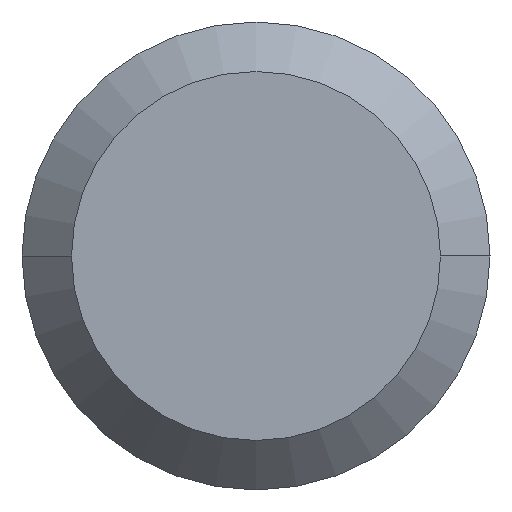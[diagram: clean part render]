
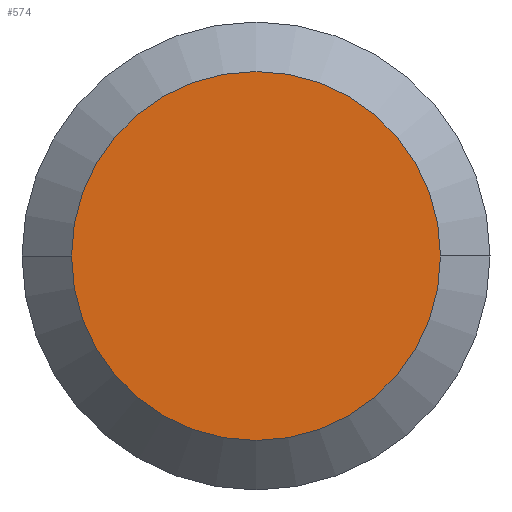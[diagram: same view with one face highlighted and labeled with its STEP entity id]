
A CAD part, left-side view. The second image highlights one B-rep face of the part: STEP entity #574.
In plain terms, the highlighted planar face has unit normal (-1, 0, 0).
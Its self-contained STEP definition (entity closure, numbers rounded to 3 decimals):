
#11 = ORIENTED_EDGE ( 'NONE', *, *, #75, .F. ) ;
#16 = CARTESIAN_POINT ( 'NONE',  ( 0., -2.365, 0. ) ) ;
#69 = DIRECTION ( 'NONE',  ( 1., 0., 0. ) ) ;
#75 = EDGE_CURVE ( 'NONE', #354, #534, #192, .T. ) ;
#101 = CIRCLE ( 'NONE', #289, 2.365 ) ;
#113 = ORIENTED_EDGE ( 'NONE', *, *, #373, .F. ) ;
#127 = DIRECTION ( 'NONE',  ( 0., 1., 0. ) ) ;
#192 = CIRCLE ( 'NONE', #326, 2.365 ) ;
#194 = DIRECTION ( 'NONE',  ( -1., 0., 0. ) ) ;
#201 = DIRECTION ( 'NONE',  ( 0., 1., 0. ) ) ;
#221 = DIRECTION ( 'NONE',  ( 1., 0., 0. ) ) ;
#242 = EDGE_LOOP ( 'NONE', ( #11, #113 ) ) ;
#249 = CARTESIAN_POINT ( 'NONE',  ( 0., 0., 0. ) ) ;
#289 = AXIS2_PLACEMENT_3D ( 'NONE', #401, #221, #127 ) ;
#326 = AXIS2_PLACEMENT_3D ( 'NONE', #249, #69, #201 ) ;
#354 = VERTEX_POINT ( 'NONE', #404 ) ;
#369 = DIRECTION ( 'NONE',  ( 0., -1., 0. ) ) ;
#372 = PLANE ( 'NONE',  #416 ) ;
#373 = EDGE_CURVE ( 'NONE', #534, #354, #101, .T. ) ;
#401 = CARTESIAN_POINT ( 'NONE',  ( 0., 0., 0. ) ) ;
#404 = CARTESIAN_POINT ( 'NONE',  ( 0., 2.365, 0. ) ) ;
#416 = AXIS2_PLACEMENT_3D ( 'NONE', #422, #194, #369 ) ;
#422 = CARTESIAN_POINT ( 'NONE',  ( 0., 0., 0. ) ) ;
#534 = VERTEX_POINT ( 'NONE', #16 ) ;
#574 = ADVANCED_FACE ( 'NONE', ( #585 ), #372, .T. ) ;
#585 = FACE_OUTER_BOUND ( 'NONE', #242, .T. ) ;
